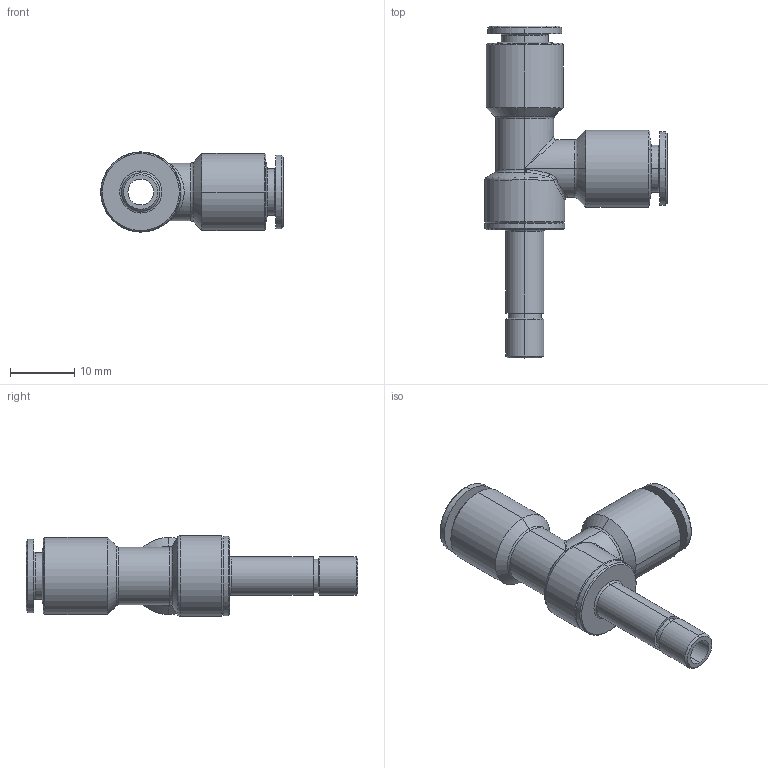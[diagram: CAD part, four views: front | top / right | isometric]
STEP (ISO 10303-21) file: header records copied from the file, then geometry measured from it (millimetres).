
FILE_DESCRIPTION (( 'STEP AP203' ), '1' );
FILE_NAME ('A0353030.STEP', '2009-12-16T08:43:20', ( 'Gabriele' ), ( 'C.Matic srl' ), 'SwSTEP 2.0', 'SolidWorks 2009', '' );
FILE_SCHEMA (( 'CONFIG_CONTROL_DESIGN' ));
Length unit declared in the file: millimetre
Products named in the file (1): A0353030
Bounding box: 28.45 x 51.7 x 12.5 mm (x, y, z)
Volume: 3733.8 mm3; surface area: 3714.4 mm2
Topology: 1 solids, 1 shells, 112 faces, 236 edges, 129 vertices
Faces by surface type: cylinder 40, cone 39, torus 12, plane 11, bspline 8, sphere 2
Entity records: 3837 total; most frequent: CARTESIAN_POINT 1362, DIRECTION 558, ORIENTED_EDGE 464, AXIS2_PLACEMENT_3D 240, EDGE_CURVE 232, CIRCLE 135, VERTEX_POINT 129, EDGE_LOOP 123
